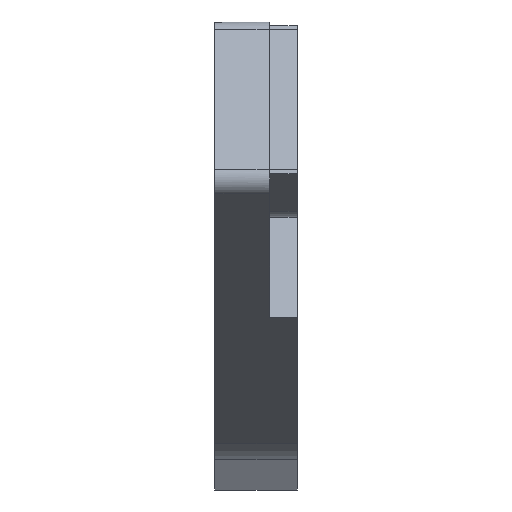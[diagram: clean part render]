
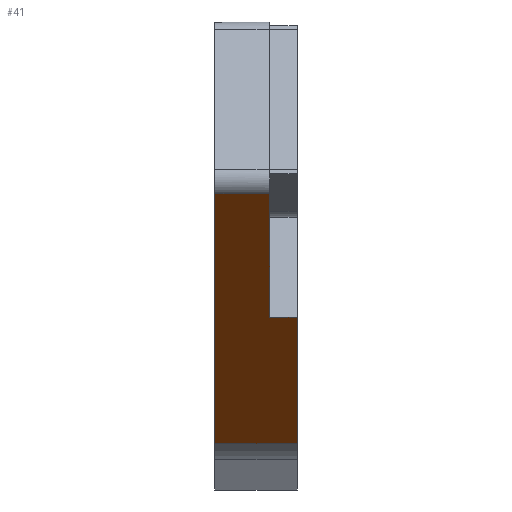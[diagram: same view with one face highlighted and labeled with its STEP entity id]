
A CAD part, left-side view. The second image highlights one B-rep face of the part: STEP entity #41.
In plain terms, the highlighted free-form (B-spline) face has degree [2, 1] with [3, 2] control points.
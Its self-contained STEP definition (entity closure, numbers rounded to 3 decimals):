
#41=ADVANCED_FACE('',(#78),#648,.T.);
#78=FACE_OUTER_BOUND('',#115,.T.);
#115=EDGE_LOOP('',(#173,#174,#175,#176,#177,#178));
#173=ORIENTED_EDGE('',*,*,#427,.T.);
#174=ORIENTED_EDGE('',*,*,#438,.T.);
#175=ORIENTED_EDGE('',*,*,#377,.F.);
#176=ORIENTED_EDGE('',*,*,#374,.F.);
#177=ORIENTED_EDGE('',*,*,#376,.T.);
#178=ORIENTED_EDGE('',*,*,#426,.T.);
#374=EDGE_CURVE('',#577,#578,#477,.T.);
#376=EDGE_CURVE('',#577,#609,#479,.T.);
#377=EDGE_CURVE('',#578,#579,#480,.T.);
#426=EDGE_CURVE('',#609,#610,#529,.T.);
#427=EDGE_CURVE('',#610,#611,#471,.T.);
#438=EDGE_CURVE('',#611,#579,#540,.T.);
#471=B_SPLINE_CURVE_WITH_KNOTS('',1,(#1243,#1244),.UNSPECIFIED.,.F.,.F.,
(2,2),(-31.312,0.171),.UNSPECIFIED.);
#477=(
BOUNDED_CURVE()
B_SPLINE_CURVE(1,(#1064,#1065),.UNSPECIFIED.,.F.,.F.)
B_SPLINE_CURVE_WITH_KNOTS((2,2),(0.,12.),.UNSPECIFIED.)
CURVE()
GEOMETRIC_REPRESENTATION_ITEM()
RATIONAL_B_SPLINE_CURVE((1.,1.))
REPRESENTATION_ITEM('')
);
#479=(
BOUNDED_CURVE()
B_SPLINE_CURVE(2,(#1069,#1070,#1071),.UNSPECIFIED.,.F.,.F.)
B_SPLINE_CURVE_WITH_KNOTS((3,3),(-869.989,-837.771),
 .UNSPECIFIED.)
CURVE()
GEOMETRIC_REPRESENTATION_ITEM()
RATIONAL_B_SPLINE_CURVE((1.,1.,1.))
REPRESENTATION_ITEM('')
);
#480=(
BOUNDED_CURVE()
B_SPLINE_CURVE(2,(#1072,#1073,#1074),.UNSPECIFIED.,.F.,.F.)
B_SPLINE_CURVE_WITH_KNOTS((3,3),(-869.989,-806.288),
 .UNSPECIFIED.)
CURVE()
GEOMETRIC_REPRESENTATION_ITEM()
RATIONAL_B_SPLINE_CURVE((1.,1.,1.))
REPRESENTATION_ITEM('')
);
#529=(
BOUNDED_CURVE()
B_SPLINE_CURVE(1,(#1241,#1242),.UNSPECIFIED.,.F.,.F.)
B_SPLINE_CURVE_WITH_KNOTS((2,2),(0.,4.),.UNSPECIFIED.)
CURVE()
GEOMETRIC_REPRESENTATION_ITEM()
RATIONAL_B_SPLINE_CURVE((1.,1.))
REPRESENTATION_ITEM('')
);
#540=(
BOUNDED_CURVE()
B_SPLINE_CURVE(1,(#1280,#1281),.UNSPECIFIED.,.F.,.F.)
B_SPLINE_CURVE_WITH_KNOTS((2,2),(4.,12.),.UNSPECIFIED.)
CURVE()
GEOMETRIC_REPRESENTATION_ITEM()
RATIONAL_B_SPLINE_CURVE((1.,1.))
REPRESENTATION_ITEM('')
);
#577=VERTEX_POINT('',#987);
#578=VERTEX_POINT('',#988);
#579=VERTEX_POINT('',#989);
#609=VERTEX_POINT('',#1019);
#610=VERTEX_POINT('',#1020);
#611=VERTEX_POINT('',#1021);
#648=(
BOUNDED_SURFACE()
B_SPLINE_SURFACE(2,1,((#726,#727),(#728,#729),(#730,#731)),
 .UNSPECIFIED.,.F.,.F.,.F.)
B_SPLINE_SURFACE_WITH_KNOTS((3,3),(2,2),(-869.989,-806.288),
(0.,12.),.UNSPECIFIED.)
GEOMETRIC_REPRESENTATION_ITEM()
RATIONAL_B_SPLINE_SURFACE(((1.,1.),(1.,1.),(1.,1.)))
REPRESENTATION_ITEM('')
SURFACE()
);
#726=CARTESIAN_POINT('',(-46.599,-29.,55.713));
#727=CARTESIAN_POINT('',(-46.599,-17.,55.713));
#728=CARTESIAN_POINT('',(-72.689,-29.,73.981));
#729=CARTESIAN_POINT('',(-72.689,-17.,73.981));
#730=CARTESIAN_POINT('',(-98.779,-29.,92.25));
#731=CARTESIAN_POINT('',(-98.779,-17.,92.25));
#987=CARTESIAN_POINT('',(-46.599,-29.,55.713));
#988=CARTESIAN_POINT('',(-46.599,-17.,55.713));
#989=CARTESIAN_POINT('',(-98.779,-17.,92.25));
#1019=CARTESIAN_POINT('',(-72.99,-29.,74.192));
#1020=CARTESIAN_POINT('',(-72.99,-25.,74.192));
#1021=CARTESIAN_POINT('',(-98.779,-25.,92.25));
#1064=CARTESIAN_POINT('',(-46.599,-29.,55.713));
#1065=CARTESIAN_POINT('',(-46.599,-17.,55.713));
#1069=CARTESIAN_POINT('',(-46.599,-29.,55.713));
#1070=CARTESIAN_POINT('',(-59.795,-29.,64.952));
#1071=CARTESIAN_POINT('',(-72.99,-29.,74.192));
#1072=CARTESIAN_POINT('',(-46.599,-17.,55.713));
#1073=CARTESIAN_POINT('',(-72.689,-17.,73.981));
#1074=CARTESIAN_POINT('',(-98.779,-17.,92.25));
#1241=CARTESIAN_POINT('',(-72.99,-29.,74.192));
#1242=CARTESIAN_POINT('',(-72.99,-25.,74.192));
#1243=CARTESIAN_POINT('',(-72.99,-25.,74.192));
#1244=CARTESIAN_POINT('',(-98.779,-25.,92.25));
#1280=CARTESIAN_POINT('',(-98.779,-25.,92.25));
#1281=CARTESIAN_POINT('',(-98.779,-17.,92.25));
